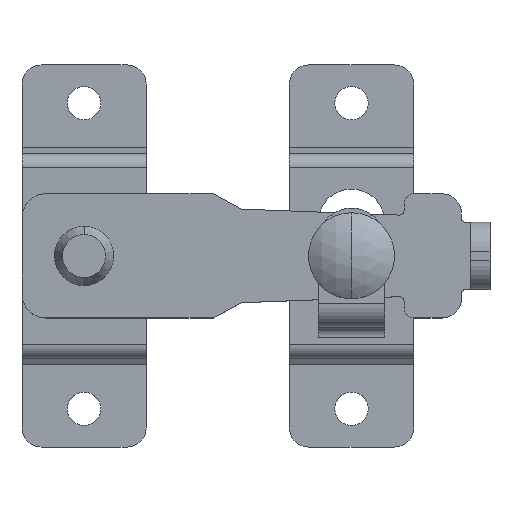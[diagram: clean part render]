
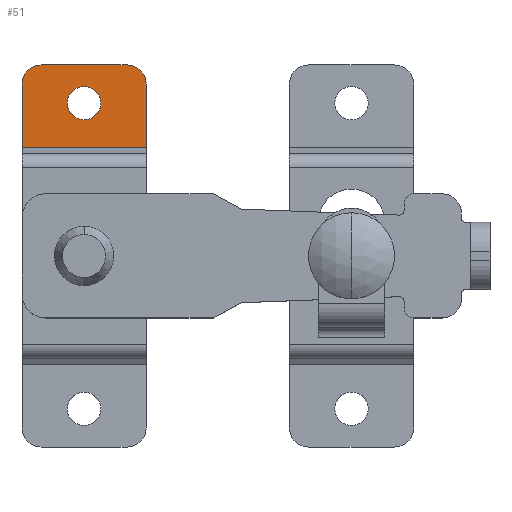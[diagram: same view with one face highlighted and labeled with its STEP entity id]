
A CAD part, top view. The second image highlights one B-rep face of the part: STEP entity #51.
In plain terms, the highlighted planar face has unit normal (0, 0, 1).
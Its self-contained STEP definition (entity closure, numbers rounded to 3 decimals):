
#51 = ADVANCED_FACE ( 'NONE', ( #214, #215 ), #2477, .F. ) ;
#92 = CARTESIAN_POINT ( 'NONE',  ( 6.5, 20., 1.5 ) ) ;
#93 = DIRECTION ( 'NONE',  ( 0., -1., 0. ) ) ;
#94 = CARTESIAN_POINT ( 'NONE',  ( 0., 16., 1.5 ) ) ;
#95 = DIRECTION ( 'NONE',  ( 0., 0., -1. ) ) ;
#96 = DIRECTION ( 'NONE',  ( 0., 1., 0. ) ) ;
#214 = FACE_BOUND ( 'NONE', #3441, .T. ) ;
#215 = FACE_OUTER_BOUND ( 'NONE', #3446, .T. ) ;
#266 = LINE ( 'NONE', #92, #801 ) ;
#327 = LINE ( 'NONE', #3560, #753 ) ;
#337 = LINE ( 'NONE', #3586, #740 ) ;
#356 = LINE ( 'NONE', #3635, #1646 ) ;
#740 = VECTOR ( 'NONE', #3587, 1000. ) ;
#750 = AXIS2_PLACEMENT_3D ( 'NONE', #3567, #3568, #3569 ) ;
#753 = VECTOR ( 'NONE', #3561, 1000. ) ;
#754 = CIRCLE ( 'NONE', #750, 1.75 ) ;
#761 = AXIS2_PLACEMENT_3D ( 'NONE', #3543, #3544, #3545 ) ;
#764 = CIRCLE ( 'NONE', #761, 2. ) ;
#800 = AXIS2_PLACEMENT_3D ( 'NONE', #94, #95, #96 ) ;
#801 = VECTOR ( 'NONE', #93, 1000. ) ;
#802 = CIRCLE ( 'NONE', #800, 1.75 ) ;
#871 = AXIS2_PLACEMENT_3D ( 'NONE', #2478, #2479, #2480 ) ;
#1109 = ORIENTED_EDGE ( 'NONE', *, *, #2460, .T. ) ;
#1113 = ORIENTED_EDGE ( 'NONE', *, *, #2433, .F. ) ;
#1114 = ORIENTED_EDGE ( 'NONE', *, *, #1568, .F. ) ;
#1115 = ORIENTED_EDGE ( 'NONE', *, *, #2423, .T. ) ;
#1116 = ORIENTED_EDGE ( 'NONE', *, *, #2417, .T. ) ;
#1129 = ORIENTED_EDGE ( 'NONE', *, *, #1569, .T. ) ;
#1132 = ORIENTED_EDGE ( 'NONE', *, *, #2426, .T. ) ;
#1133 = ORIENTED_EDGE ( 'NONE', *, *, #2451, .T. ) ;
#1568 = EDGE_CURVE ( 'NONE', #3354, #3353, #266, .T. ) ;
#1569 = EDGE_CURVE ( 'NONE', #3340, #3338, #802, .T. ) ;
#1646 = VECTOR ( 'NONE', #3636, 1000. ) ;
#1653 = CIRCLE ( 'NONE', #1656, 2. ) ;
#1656 = AXIS2_PLACEMENT_3D ( 'NONE', #2196, #2197, #2198 ) ;
#2196 = CARTESIAN_POINT ( 'NONE',  ( 4.5, 18., 1.5 ) ) ;
#2197 = DIRECTION ( 'NONE',  ( 0., 0., 1. ) ) ;
#2198 = DIRECTION ( 'NONE',  ( 0., 1., 0. ) ) ;
#2417 = EDGE_CURVE ( 'NONE', #3349, #3351, #764, .T. ) ;
#2423 = EDGE_CURVE ( 'NONE', #3350, #3349, #327, .T. ) ;
#2426 = EDGE_CURVE ( 'NONE', #3338, #3340, #754, .T. ) ;
#2433 = EDGE_CURVE ( 'NONE', #3353, #3352, #337, .T. ) ;
#2451 = EDGE_CURVE ( 'NONE', #3351, #3352, #356, .T. ) ;
#2460 = EDGE_CURVE ( 'NONE', #3354, #3350, #1653, .T. ) ;
#2477 = PLANE ( 'NONE',  #871 ) ;
#2478 = CARTESIAN_POINT ( 'NONE',  ( 6.5, 20., 1.5 ) ) ;
#2479 = DIRECTION ( 'NONE',  ( 0., 0., -1. ) ) ;
#2480 = DIRECTION ( 'NONE',  ( 0., 1., 0. ) ) ;
#3338 = VERTEX_POINT ( 'NONE', #4146 ) ;
#3340 = VERTEX_POINT ( 'NONE', #4148 ) ;
#3349 = VERTEX_POINT ( 'NONE', #4157 ) ;
#3350 = VERTEX_POINT ( 'NONE', #4158 ) ;
#3351 = VERTEX_POINT ( 'NONE', #4159 ) ;
#3352 = VERTEX_POINT ( 'NONE', #4160 ) ;
#3353 = VERTEX_POINT ( 'NONE', #4161 ) ;
#3354 = VERTEX_POINT ( 'NONE', #4162 ) ;
#3441 = EDGE_LOOP ( 'NONE', ( #1132, #1129 ) ) ;
#3446 = EDGE_LOOP ( 'NONE', ( #1115, #1116, #1133, #1113, #1114, #1109 ) ) ;
#3543 = CARTESIAN_POINT ( 'NONE',  ( -4.5, 18., 1.5 ) ) ;
#3544 = DIRECTION ( 'NONE',  ( 0., 0., 1. ) ) ;
#3545 = DIRECTION ( 'NONE',  ( 0., 1., 0. ) ) ;
#3560 = CARTESIAN_POINT ( 'NONE',  ( 6.5, 20., 1.5 ) ) ;
#3561 = DIRECTION ( 'NONE',  ( -1., 0., 0. ) ) ;
#3567 = CARTESIAN_POINT ( 'NONE',  ( 0., 16., 1.5 ) ) ;
#3568 = DIRECTION ( 'NONE',  ( 0., 0., -1. ) ) ;
#3569 = DIRECTION ( 'NONE',  ( 0., 1., 0. ) ) ;
#3586 = CARTESIAN_POINT ( 'NONE',  ( 6.5, 11.339, 1.5 ) ) ;
#3587 = DIRECTION ( 'NONE',  ( -1., 0., 0. ) ) ;
#3635 = CARTESIAN_POINT ( 'NONE',  ( -6.5, 20., 1.5 ) ) ;
#3636 = DIRECTION ( 'NONE',  ( 0., -1., 0. ) ) ;
#4146 = CARTESIAN_POINT ( 'NONE',  ( 1.75, 16., 1.5 ) ) ;
#4148 = CARTESIAN_POINT ( 'NONE',  ( -1.75, 16., 1.5 ) ) ;
#4157 = CARTESIAN_POINT ( 'NONE',  ( -4.5, 20., 1.5 ) ) ;
#4158 = CARTESIAN_POINT ( 'NONE',  ( 4.5, 20., 1.5 ) ) ;
#4159 = CARTESIAN_POINT ( 'NONE',  ( -6.5, 18., 1.5 ) ) ;
#4160 = CARTESIAN_POINT ( 'NONE',  ( -6.5, 11.339, 1.5 ) ) ;
#4161 = CARTESIAN_POINT ( 'NONE',  ( 6.5, 11.339, 1.5 ) ) ;
#4162 = CARTESIAN_POINT ( 'NONE',  ( 6.5, 18., 1.5 ) ) ;
